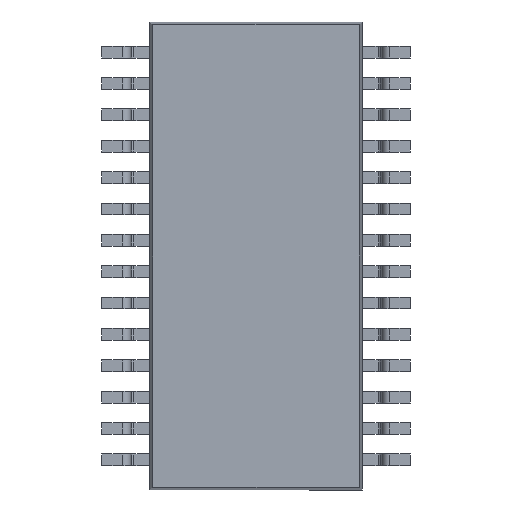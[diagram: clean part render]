
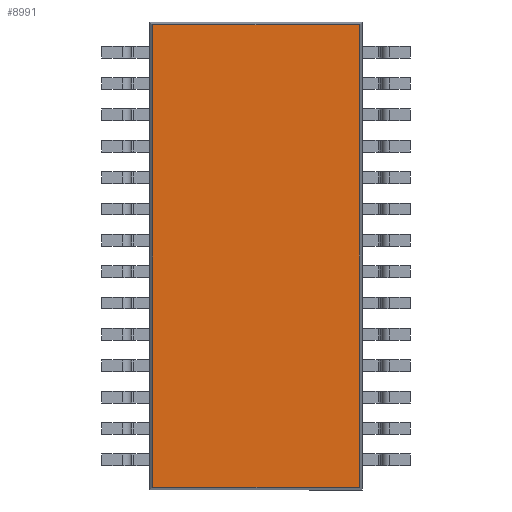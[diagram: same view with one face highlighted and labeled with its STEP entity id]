
A CAD part, front view. The second image highlights one B-rep face of the part: STEP entity #8991.
In plain terms, the highlighted planar face has unit normal (0, -1, 0).
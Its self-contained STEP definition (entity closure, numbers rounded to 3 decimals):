
#1313 = VECTOR ( 'NONE', #7881, 1000. ) ;
#1866 = EDGE_CURVE ( 'NONE', #10053, #3623, #4946, .T. ) ;
#1889 = ORIENTED_EDGE ( 'NONE', *, *, #1866, .T. ) ;
#2206 = ORIENTED_EDGE ( 'NONE', *, *, #5605, .T. ) ;
#2288 = VERTEX_POINT ( 'NONE', #2827 ) ;
#2304 = LINE ( 'NONE', #7637, #9732 ) ;
#2827 = CARTESIAN_POINT ( 'NONE',  ( -2.142, 0.15, -4.792 ) ) ;
#3290 = DIRECTION ( 'NONE',  ( 1., 0., 0. ) ) ;
#3502 = EDGE_LOOP ( 'NONE', ( #2206, #1889, #8285, #8281 ) ) ;
#3623 = VERTEX_POINT ( 'NONE', #7746 ) ;
#4387 = VECTOR ( 'NONE', #3290, 1000. ) ;
#4559 = CARTESIAN_POINT ( 'NONE',  ( -2.142, 0.15, 4.792 ) ) ;
#4669 = VERTEX_POINT ( 'NONE', #4559 ) ;
#4946 = LINE ( 'NONE', #11601, #10127 ) ;
#5087 = FACE_OUTER_BOUND ( 'NONE', #3502, .T. ) ;
#5605 = EDGE_CURVE ( 'NONE', #2288, #10053, #7869, .T. ) ;
#6943 = DIRECTION ( 'NONE',  ( 0., 0., 1. ) ) ;
#7088 = CARTESIAN_POINT ( 'NONE',  ( -2.2, 0.15, -4.792 ) ) ;
#7637 = CARTESIAN_POINT ( 'NONE',  ( -2.142, 0.15, 4.85 ) ) ;
#7662 = DIRECTION ( 'NONE',  ( 0., 0., -1. ) ) ;
#7746 = CARTESIAN_POINT ( 'NONE',  ( 2.142, 0.15, 4.792 ) ) ;
#7838 = DIRECTION ( 'NONE',  ( 0., -1., 0. ) ) ;
#7869 = LINE ( 'NONE', #7088, #4387 ) ;
#7881 = DIRECTION ( 'NONE',  ( -1., 0., 0. ) ) ;
#7958 = LINE ( 'NONE', #8825, #1313 ) ;
#8281 = ORIENTED_EDGE ( 'NONE', *, *, #11095, .T. ) ;
#8285 = ORIENTED_EDGE ( 'NONE', *, *, #8837, .T. ) ;
#8825 = CARTESIAN_POINT ( 'NONE',  ( 2.2, 0.15, 4.792 ) ) ;
#8837 = EDGE_CURVE ( 'NONE', #3623, #4669, #7958, .T. ) ;
#8991 = ADVANCED_FACE ( 'NONE', ( #5087 ), #9472, .T. ) ;
#9388 = AXIS2_PLACEMENT_3D ( 'NONE', #10422, #7838, #7662 ) ;
#9472 = PLANE ( 'NONE',  #9388 ) ;
#9732 = VECTOR ( 'NONE', #12252, 1000. ) ;
#10053 = VERTEX_POINT ( 'NONE', #10720 ) ;
#10127 = VECTOR ( 'NONE', #6943, 1000. ) ;
#10422 = CARTESIAN_POINT ( 'NONE',  ( 0., 0.15, 0. ) ) ;
#10720 = CARTESIAN_POINT ( 'NONE',  ( 2.142, 0.15, -4.792 ) ) ;
#11095 = EDGE_CURVE ( 'NONE', #4669, #2288, #2304, .T. ) ;
#11601 = CARTESIAN_POINT ( 'NONE',  ( 2.142, 0.15, -4.85 ) ) ;
#12252 = DIRECTION ( 'NONE',  ( 0., 0., -1. ) ) ;
